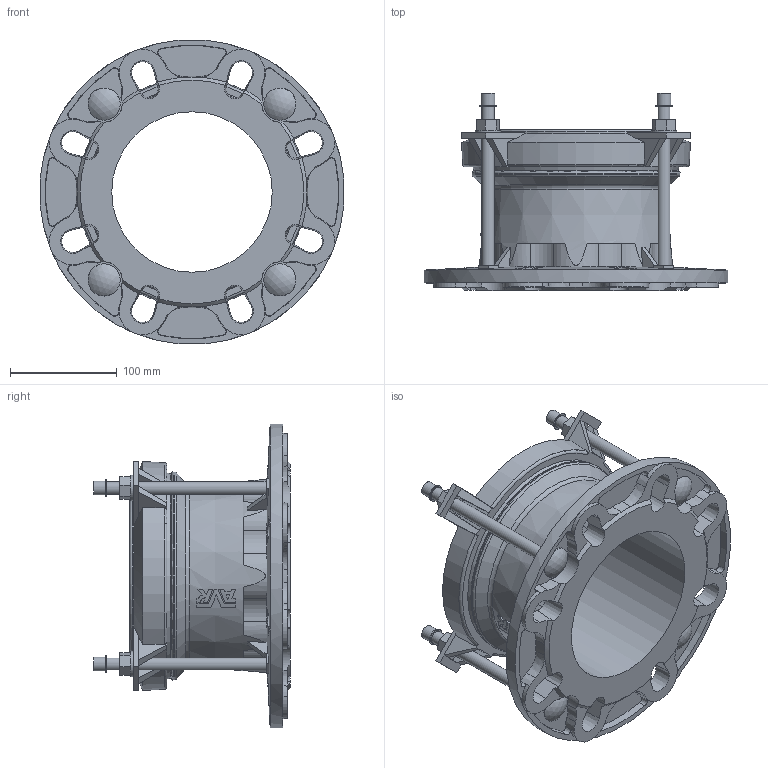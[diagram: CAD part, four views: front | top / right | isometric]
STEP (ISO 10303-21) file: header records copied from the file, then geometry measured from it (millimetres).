
FILE_DESCRIPTION (( 'STEP AP203' ), '1' );
FILE_NAME ('O_603_A_DN125-DN150_132-157mm_STEP.STEP', '2015-04-08T07:41:16', ( 'ken' ), ( '' ), 'SwSTEP 2.0', 'SolidWorks 2012', '' );
FILE_SCHEMA (( 'CONFIG_CONTROL_DESIGN' ));
Length unit declared in the file: millimetre
Products named in the file (1): O_603_A_DN125-DN150_132-157mm_STEP
Bounding box: 284.12 x 184.05 x 284.12 mm (x, y, z)
Volume: 1895834.5 mm3; surface area: 330625.6 mm2
Topology: 1 solids, 1 shells, 437 faces, 1200 edges, 773 vertices
Faces by surface type: plane 254, cone 108, cylinder 63, torus 8, sphere 4
Full cylindrical faces by diameter (mm): 12 x8, 13 x4, 16 x4, 24 x4, 30 x4, 150 x1, 170 x1, 191 x1, 195 x1, 285 x1
Entity records: 15261 total; most frequent: CARTESIAN_POINT 4452, ORIENTED_EDGE 2296, DIRECTION 2143, EDGE_CURVE 1148, AXIS2_PLACEMENT_3D 799, VERTEX_POINT 759, LINE 545, VECTOR 545
